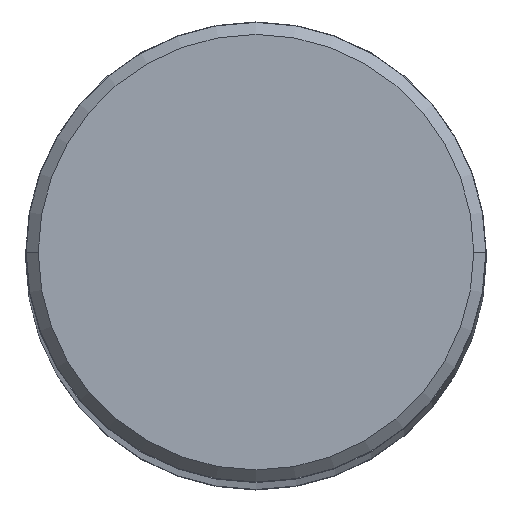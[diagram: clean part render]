
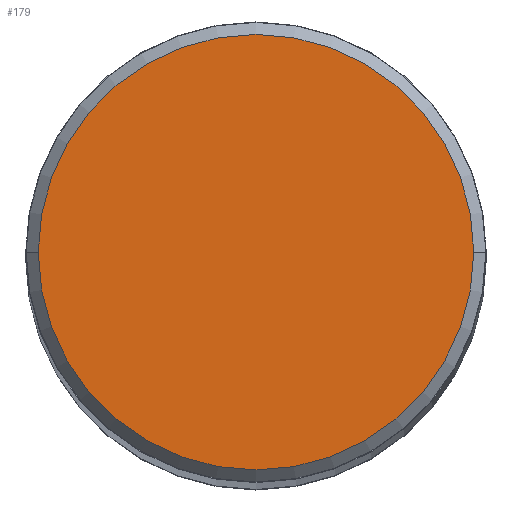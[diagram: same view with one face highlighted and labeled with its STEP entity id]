
A CAD part, top view. The second image highlights one B-rep face of the part: STEP entity #179.
In plain terms, the highlighted planar face has unit normal (0, 0, 1).
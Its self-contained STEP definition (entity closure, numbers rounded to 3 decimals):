
#122=FACE_OUTER_BOUND('',#246,.T.);
#179=ADVANCED_FACE('',(#122),#211,.F.);
#211=PLANE('',#1130);
#246=EDGE_LOOP('',(#390,#391));
#390=ORIENTED_EDGE('',*,*,#658,.T.);
#391=ORIENTED_EDGE('',*,*,#659,.T.);
#560=VERTEX_POINT('',#1783);
#561=VERTEX_POINT('',#1784);
#658=EDGE_CURVE('',#560,#561,#782,.T.);
#659=EDGE_CURVE('',#561,#560,#783,.T.);
#782=CIRCLE('',#1128,18.011);
#783=CIRCLE('',#1129,18.011);
#1128=AXIS2_PLACEMENT_3D('',#1782,#1405,#1406);
#1129=AXIS2_PLACEMENT_3D('',#1785,#1407,#1408);
#1130=AXIS2_PLACEMENT_3D('',#1786,#1409,#1410);
#1405=DIRECTION('',(0.,0.,1.));
#1406=DIRECTION('',(-1.,0.,0.));
#1407=DIRECTION('',(0.,0.,1.));
#1408=DIRECTION('',(1.,0.,0.));
#1409=DIRECTION('',(0.,0.,-1.));
#1410=DIRECTION('',(1.,0.,0.));
#1782=CARTESIAN_POINT('',(0.,0.,0.));
#1783=CARTESIAN_POINT('',(-18.011,0.,0.));
#1784=CARTESIAN_POINT('',(18.011,0.,0.));
#1785=CARTESIAN_POINT('',(0.,0.,0.));
#1786=CARTESIAN_POINT('',(0.,0.,0.));
